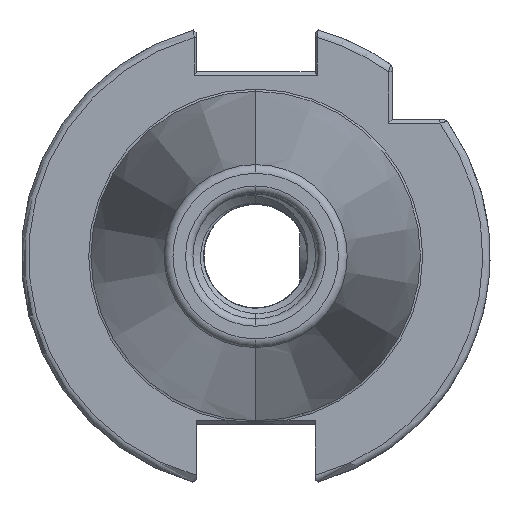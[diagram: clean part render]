
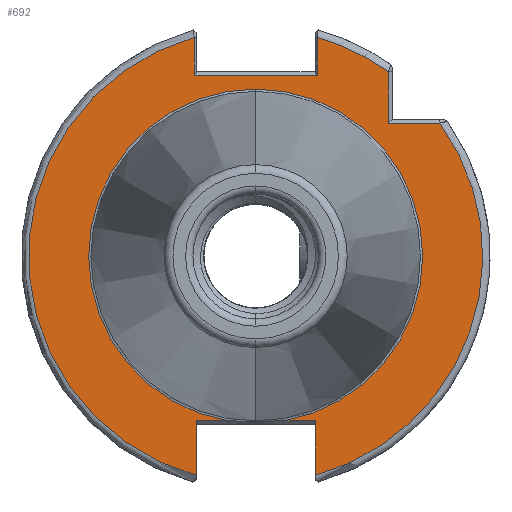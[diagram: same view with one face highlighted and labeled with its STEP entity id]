
A CAD part, left-side view. The second image highlights one B-rep face of the part: STEP entity #692.
In plain terms, the highlighted planar face has unit normal (-1, 0, 0).
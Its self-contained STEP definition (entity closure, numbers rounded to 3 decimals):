
#59 = EDGE_CURVE ( 'NONE', #17972, #17974, #6601, .T. ) ;
#79 = EDGE_CURVE ( 'NONE', #17930, #17952, #6610, .T. ) ;
#81 = EDGE_CURVE ( 'NONE', #17922, #17929, #6600, .T. ) ;
#94 = EDGE_CURVE ( 'NONE', #17929, #18033, #6627, .T. ) ;
#99 = EDGE_CURVE ( 'NONE', #18033, #17930, #6626, .T. ) ;
#271 = EDGE_CURVE ( 'NONE', #17935, #17901, #6836, .T. ) ;
#298 = EDGE_CURVE ( 'NONE', #17935, #17868, #6801, .T. ) ;
#499 = EDGE_CURVE ( 'NONE', #17952, #6437, #7021, .T. ) ;
#527 = EDGE_CURVE ( 'NONE', #6456, #17901, #7016, .T. ) ;
#530 = EDGE_CURVE ( 'NONE', #17868, #17951, #7011, .T. ) ;
#537 = EDGE_CURVE ( 'NONE', #18002, #17922, #7019, .T. ) ;
#540 = EDGE_CURVE ( 'NONE', #17951, #17972, #7049, .T. ) ;
#552 = EDGE_CURVE ( 'NONE', #17974, #18002, #7035, .T. ) ;
#692 = ADVANCED_FACE ( 'NONE', ( #16979 ), #19109, .F. ) ;
#1797 = CARTESIAN_POINT ( 'NONE',  ( 0., 3.833, -22.3 ) ) ;
#1807 = CARTESIAN_POINT ( 'NONE',  ( 0., -8.05, -29.704 ) ) ;
#1813 = CARTESIAN_POINT ( 'NONE',  ( 0., -18., 24.962 ) ) ;
#1855 = CARTESIAN_POINT ( 'NONE',  ( 0., -8.335, 29.625 ) ) ;
#1860 = CARTESIAN_POINT ( 'NONE',  ( 0., -18., 18. ) ) ;
#1903 = CARTESIAN_POINT ( 'NONE',  ( 0., 8.05, -29.704 ) ) ;
#1979 = CARTESIAN_POINT ( 'NONE',  ( 0., -8.335, 24.5 ) ) ;
#3906 = CARTESIAN_POINT ( 'NONE',  ( 0., -24.962, 18. ) ) ;
#3962 = CARTESIAN_POINT ( 'NONE',  ( 0., 8.335, 24.5 ) ) ;
#3984 = CARTESIAN_POINT ( 'NONE',  ( 0., -8.05, -22.3 ) ) ;
#4004 = CARTESIAN_POINT ( 'NONE',  ( 0., 8.05, -22.3 ) ) ;
#4005 = CARTESIAN_POINT ( 'NONE',  ( 0., 8.335, 29.625 ) ) ;
#4287 = DIRECTION ( 'NONE',  ( 1., 0., 0. ) ) ;
#4292 = DIRECTION ( 'NONE',  ( 0., 0., -1. ) ) ;
#4302 = CARTESIAN_POINT ( 'NONE',  ( 0., 0., 0. ) ) ;
#5393 = DIRECTION ( 'NONE',  ( 0., -1., 0. ) ) ;
#5709 = DIRECTION ( 'NONE',  ( 0., 0., -1. ) ) ;
#5714 = CARTESIAN_POINT ( 'NONE',  ( 0., 0., 0. ) ) ;
#5715 = DIRECTION ( 'NONE',  ( 1., 0., 0. ) ) ;
#6073 = CARTESIAN_POINT ( 'NONE',  ( 0., 22.692, -22.3 ) ) ;
#6437 = VERTEX_POINT ( 'NONE', #11835 ) ;
#6456 = VERTEX_POINT ( 'NONE', #11906 ) ;
#6574 = VECTOR ( 'NONE', #14115, 1000. ) ;
#6579 = VECTOR ( 'NONE', #14106, 1000. ) ;
#6600 = LINE ( 'NONE', #14136, #6579 ) ;
#6601 = CIRCLE ( 'NONE', #21481, 30.775 ) ;
#6610 = LINE ( 'NONE', #14141, #6574 ) ;
#6626 = LINE ( 'NONE', #14267, #6646 ) ;
#6627 = CIRCLE ( 'NONE', #21513, 30.775 ) ;
#6646 = VECTOR ( 'NONE', #14268, 1000. ) ;
#6801 = CIRCLE ( 'NONE', #21555, 30.775 ) ;
#6824 = VECTOR ( 'NONE', #10472, 1000. ) ;
#6836 = LINE ( 'NONE', #10457, #6824 ) ;
#7011 = LINE ( 'NONE', #15253, #7012 ) ;
#7012 = VECTOR ( 'NONE', #15268, 1000. ) ;
#7016 = LINE ( 'NONE', #6073, #7045 ) ;
#7019 = LINE ( 'NONE', #15240, #7061 ) ;
#7021 = CIRCLE ( 'NONE', #21595, 22.627 ) ;
#7031 = VECTOR ( 'NONE', #15314, 1000. ) ;
#7035 = LINE ( 'NONE', #15365, #7036 ) ;
#7036 = VECTOR ( 'NONE', #15354, 1000. ) ;
#7045 = VECTOR ( 'NONE', #5393, 1000. ) ;
#7049 = LINE ( 'NONE', #15284, #7031 ) ;
#7061 = VECTOR ( 'NONE', #15237, 1000. ) ;
#7252 = CIRCLE ( 'NONE', #10058, 22.627 ) ;
#10058 = AXIS2_PLACEMENT_3D ( 'NONE', #4302, #4287, #4292 ) ;
#10457 = CARTESIAN_POINT ( 'NONE',  ( 0., -8.05, -31.776 ) ) ;
#10472 = DIRECTION ( 'NONE',  ( 0., 0., 1. ) ) ;
#10570 = CARTESIAN_POINT ( 'NONE',  ( 0., 0., 0. ) ) ;
#10571 = DIRECTION ( 'NONE',  ( 0., 0., -1. ) ) ;
#10586 = DIRECTION ( 'NONE',  ( -1., 0., 0. ) ) ;
#11835 = CARTESIAN_POINT ( 'NONE',  ( 0., 0., 22.627 ) ) ;
#11906 = CARTESIAN_POINT ( 'NONE',  ( 0., -3.833, -22.3 ) ) ;
#13907 = DIRECTION ( 'NONE',  ( 0., 0., -1. ) ) ;
#13914 = CARTESIAN_POINT ( 'NONE',  ( 0., 0., 0. ) ) ;
#13931 = DIRECTION ( 'NONE',  ( -1., 0., 0. ) ) ;
#14106 = DIRECTION ( 'NONE',  ( 0., 0., 1. ) ) ;
#14115 = DIRECTION ( 'NONE',  ( 0., -1., 0. ) ) ;
#14136 = CARTESIAN_POINT ( 'NONE',  ( 0., 8.335, 29.704 ) ) ;
#14141 = CARTESIAN_POINT ( 'NONE',  ( 0., 22.692, -22.3 ) ) ;
#14222 = CARTESIAN_POINT ( 'NONE',  ( 0., 0., 0. ) ) ;
#14239 = DIRECTION ( 'NONE',  ( -1., 0., 0. ) ) ;
#14252 = DIRECTION ( 'NONE',  ( 0., 0., -1. ) ) ;
#14267 = CARTESIAN_POINT ( 'NONE',  ( 0., 8.05, -31.776 ) ) ;
#14268 = DIRECTION ( 'NONE',  ( 0., 0., 1. ) ) ;
#15237 = DIRECTION ( 'NONE',  ( 0., 1., 0. ) ) ;
#15240 = CARTESIAN_POINT ( 'NONE',  ( 0., 8.05, 24.5 ) ) ;
#15253 = CARTESIAN_POINT ( 'NONE',  ( 0., -18.5, 18. ) ) ;
#15268 = DIRECTION ( 'NONE',  ( 0., 1., 0. ) ) ;
#15284 = CARTESIAN_POINT ( 'NONE',  ( 0., -18., 24.594 ) ) ;
#15314 = DIRECTION ( 'NONE',  ( 0., 0., 1. ) ) ;
#15354 = DIRECTION ( 'NONE',  ( 0., 0., -1. ) ) ;
#15365 = CARTESIAN_POINT ( 'NONE',  ( 0., -8.335, 25. ) ) ;
#16979 = FACE_OUTER_BOUND ( 'NONE', #18080, .T. ) ;
#17255 = ORIENTED_EDGE ( 'NONE', *, *, #540, .T. ) ;
#17268 = ORIENTED_EDGE ( 'NONE', *, *, #99, .T. ) ;
#17269 = ORIENTED_EDGE ( 'NONE', *, *, #79, .T. ) ;
#17275 = ORIENTED_EDGE ( 'NONE', *, *, #537, .T. ) ;
#17296 = ORIENTED_EDGE ( 'NONE', *, *, #530, .T. ) ;
#17297 = ORIENTED_EDGE ( 'NONE', *, *, #552, .T. ) ;
#17299 = ORIENTED_EDGE ( 'NONE', *, *, #94, .T. ) ;
#17304 = ORIENTED_EDGE ( 'NONE', *, *, #81, .T. ) ;
#17315 = ORIENTED_EDGE ( 'NONE', *, *, #298, .T. ) ;
#17316 = ORIENTED_EDGE ( 'NONE', *, *, #499, .T. ) ;
#17353 = ORIENTED_EDGE ( 'NONE', *, *, #59, .T. ) ;
#17355 = ORIENTED_EDGE ( 'NONE', *, *, #271, .F. ) ;
#17384 = ORIENTED_EDGE ( 'NONE', *, *, #21499, .T. ) ;
#17414 = ORIENTED_EDGE ( 'NONE', *, *, #527, .T. ) ;
#17868 = VERTEX_POINT ( 'NONE', #3906 ) ;
#17901 = VERTEX_POINT ( 'NONE', #3984 ) ;
#17922 = VERTEX_POINT ( 'NONE', #3962 ) ;
#17929 = VERTEX_POINT ( 'NONE', #4005 ) ;
#17930 = VERTEX_POINT ( 'NONE', #4004 ) ;
#17935 = VERTEX_POINT ( 'NONE', #1807 ) ;
#17951 = VERTEX_POINT ( 'NONE', #1860 ) ;
#17952 = VERTEX_POINT ( 'NONE', #1797 ) ;
#17972 = VERTEX_POINT ( 'NONE', #1813 ) ;
#17974 = VERTEX_POINT ( 'NONE', #1855 ) ;
#18002 = VERTEX_POINT ( 'NONE', #1979 ) ;
#18033 = VERTEX_POINT ( 'NONE', #1903 ) ;
#18080 = EDGE_LOOP ( 'NONE', ( #17296, #17255, #17353, #17297, #17275, #17304, #17299, #17268, #17269, #17316, #17384, #17414, #17355, #17315 ) ) ;
#19099 = CARTESIAN_POINT ( 'NONE',  ( 0., 22.692, 0. ) ) ;
#19109 = PLANE ( 'NONE',  #21437 ) ;
#19113 = DIRECTION ( 'NONE',  ( 1., 0., 0. ) ) ;
#19114 = DIRECTION ( 'NONE',  ( 0., 0., -1. ) ) ;
#21437 = AXIS2_PLACEMENT_3D ( 'NONE', #19099, #19113, #19114 ) ;
#21481 = AXIS2_PLACEMENT_3D ( 'NONE', #13914, #13931, #13907 ) ;
#21499 = EDGE_CURVE ( 'NONE', #6437, #6456, #7252, .T. ) ;
#21513 = AXIS2_PLACEMENT_3D ( 'NONE', #14222, #14239, #14252 ) ;
#21555 = AXIS2_PLACEMENT_3D ( 'NONE', #10570, #10586, #10571 ) ;
#21595 = AXIS2_PLACEMENT_3D ( 'NONE', #5714, #5715, #5709 ) ;
